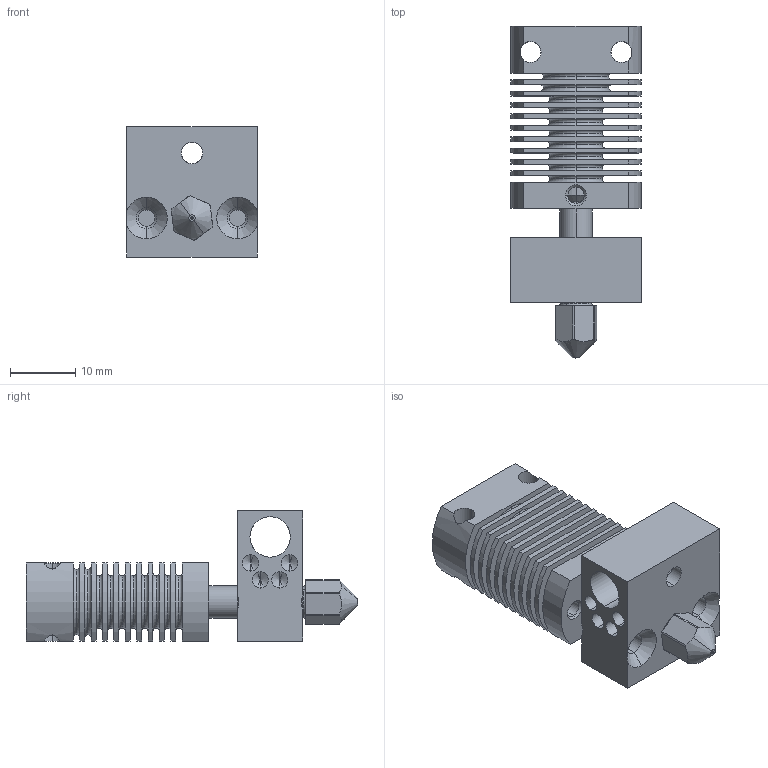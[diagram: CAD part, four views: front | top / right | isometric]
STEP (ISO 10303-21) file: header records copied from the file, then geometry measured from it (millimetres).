
FILE_DESCRIPTION (( 'STEP AP214' ), '1' );
FILE_NAME ('Creality MK8.STEP', '2022-03-17T16:52:15', ( '' ), ( '' ), 'SwSTEP 2.0', 'SolidWorks 2021', '' );
FILE_SCHEMA (( 'AUTOMOTIVE_DESIGN' ));
Length unit declared in the file: millimetre
Products named in the file (5): MK8 HBr v1.1; Creality MK8; MK8 NOZZLE 04; MK8 HS v1.2; MK8 HB v1.1
Assembly tree (4 placements, depth 2):
  Creality MK8
    MK8 HB v1.1
    MK8 HBr v1.1
    MK8 NOZZLE 04
    MK8 HS v1.2
Bounding box: 20 x 51 x 20 mm (x, y, z)
Volume: 6629.7 mm3; surface area: 9806.3 mm2
Topology: 4 solids, 4 shells, 259 faces, 633 edges, 386 vertices
Faces by surface type: cylinder 94, plane 61, cone 57, torus 44, bspline 3
Entity records: 9198 total; most frequent: CARTESIAN_POINT 2568, DIRECTION 1391, ORIENTED_EDGE 1234, EDGE_CURVE 617, AXIS2_PLACEMENT_3D 573, VERTEX_POINT 386, CIRCLE 310, EDGE_LOOP 307
